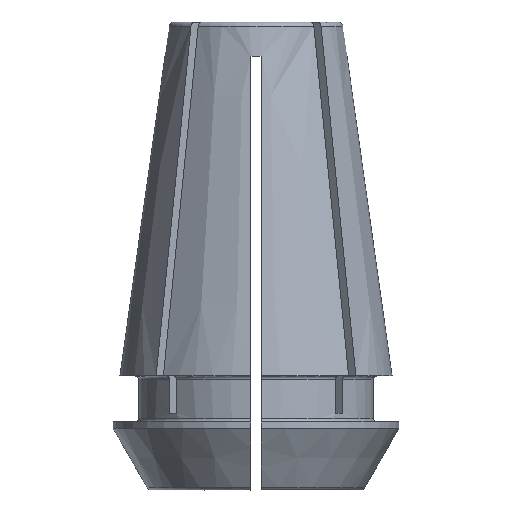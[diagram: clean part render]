
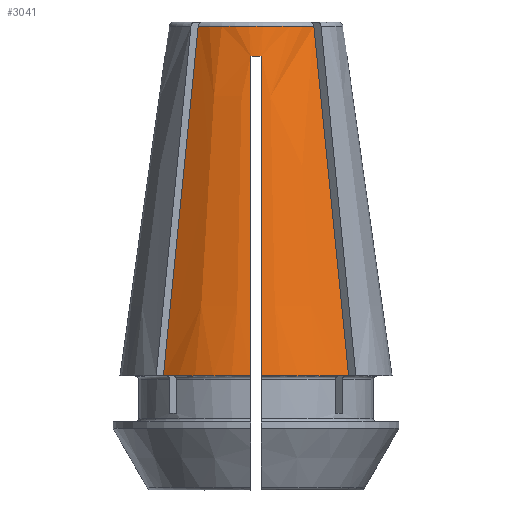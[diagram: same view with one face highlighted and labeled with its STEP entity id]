
A CAD part, front view. The second image highlights one B-rep face of the part: STEP entity #3041.
In plain terms, the highlighted conical face has half-angle 8 degrees and reference radius 5.077 mm.
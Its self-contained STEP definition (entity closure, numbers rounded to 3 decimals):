
#21=CONICAL_SURFACE('',#3277,5.077,0.14);
#106=B_SPLINE_CURVE_WITH_KNOTS('',3,(#4794,#4795,#4796,#4797,#4798,#4799,
#4800),.UNSPECIFIED.,.F.,.F.,(4,3,4),(0.,0.014,
0.021),.UNSPECIFIED.);
#124=B_SPLINE_CURVE_WITH_KNOTS('',3,(#5009,#5010,#5011,#5012,#5013,#5014,
#5015),.UNSPECIFIED.,.F.,.F.,(4,3,4),(0.,0.014,
0.021),.UNSPECIFIED.);
#125=B_SPLINE_CURVE_WITH_KNOTS('',3,(#5018,#5019,#5020,#5021,#5022,#5023,
#5024,#5025,#5026,#5027),.UNSPECIFIED.,.F.,.F.,(4,3,3,4),(0.008,
0.01,0.019,0.027),
 .UNSPECIFIED.);
#126=B_SPLINE_CURVE_WITH_KNOTS('',3,(#5028,#5029,#5030,#5031,#5032,#5033,
#5034,#5035,#5036,#5037),.UNSPECIFIED.,.F.,.F.,(4,3,3,4),(0.008,
0.01,0.019,0.027),
 .UNSPECIFIED.);
#253=CIRCLE('',#3213,5.358);
#289=CIRCLE('',#3275,5.113);
#291=CIRCLE('',#3278,8.);
#292=CIRCLE('',#3279,8.);
#660=ORIENTED_EDGE('',*,*,#1605,.T.);
#661=ORIENTED_EDGE('',*,*,#1606,.T.);
#662=ORIENTED_EDGE('',*,*,#1602,.F.);
#663=ORIENTED_EDGE('',*,*,#1535,.F.);
#664=ORIENTED_EDGE('',*,*,#1607,.T.);
#665=ORIENTED_EDGE('',*,*,#1608,.F.);
#666=ORIENTED_EDGE('',*,*,#1490,.F.);
#667=ORIENTED_EDGE('',*,*,#1609,.T.);
#1490=EDGE_CURVE('',#1975,#1976,#253,.T.);
#1535=EDGE_CURVE('',#2017,#2018,#106,.T.);
#1602=EDGE_CURVE('',#2018,#2067,#289,.T.);
#1605=EDGE_CURVE('',#2069,#2070,#291,.T.);
#1606=EDGE_CURVE('',#2070,#2067,#124,.T.);
#1607=EDGE_CURVE('',#2017,#2071,#292,.T.);
#1608=EDGE_CURVE('',#1976,#2071,#125,.T.);
#1609=EDGE_CURVE('',#1975,#2069,#126,.T.);
#1975=VERTEX_POINT('',#4662);
#1976=VERTEX_POINT('',#4664);
#2017=VERTEX_POINT('',#4793);
#2018=VERTEX_POINT('',#4801);
#2067=VERTEX_POINT('',#4998);
#2069=VERTEX_POINT('',#5007);
#2070=VERTEX_POINT('',#5008);
#2071=VERTEX_POINT('',#5017);
#2649=EDGE_LOOP('',(#660,#661,#662,#663,#664,#665,#666,#667));
#2813=FACE_BOUND('',#2649,.T.);
#3041=ADVANCED_FACE('',(#2813),#21,.T.);
#3213=AXIS2_PLACEMENT_3D('',#4663,#3653,#3654);
#3275=AXIS2_PLACEMENT_3D('',#4997,#3825,#3826);
#3277=AXIS2_PLACEMENT_3D('',#5005,#3829,#3830);
#3278=AXIS2_PLACEMENT_3D('',#5006,#3831,#3832);
#3279=AXIS2_PLACEMENT_3D('',#5016,#3833,#3834);
#3653=DIRECTION('',(0.,0.,-1.));
#3654=DIRECTION('',(-1.,0.,0.));
#3825=DIRECTION('',(0.,0.,1.));
#3826=DIRECTION('',(1.,0.,0.));
#3829=DIRECTION('',(0.,0.,-1.));
#3830=DIRECTION('',(-1.,0.,0.));
#3831=DIRECTION('',(0.,0.,1.));
#3832=DIRECTION('',(1.,0.,0.));
#3833=DIRECTION('',(0.,0.,1.));
#3834=DIRECTION('',(1.,0.,0.));
#4662=CARTESIAN_POINT('',(0.3,-5.349,25.7));
#4663=CARTESIAN_POINT('',(0.,0.,25.7));
#4664=CARTESIAN_POINT('',(-0.3,-5.349,25.7));
#4793=CARTESIAN_POINT('',(-5.441,-5.865,6.9));
#4794=CARTESIAN_POINT('',(-5.441,-5.865,6.9));
#4795=CARTESIAN_POINT('',(-4.98,-5.404,11.536));
#4796=CARTESIAN_POINT('',(-4.519,-4.943,16.172));
#4797=CARTESIAN_POINT('',(-4.057,-4.482,20.808));
#4798=CARTESIAN_POINT('',(-3.837,-4.262,23.019));
#4799=CARTESIAN_POINT('',(-3.617,-4.041,25.231));
#4800=CARTESIAN_POINT('',(-3.397,-3.821,27.442));
#4801=CARTESIAN_POINT('',(-3.397,-3.821,27.442));
#4997=CARTESIAN_POINT('',(0.,0.,27.442));
#4998=CARTESIAN_POINT('',(3.397,-3.821,27.442));
#5005=CARTESIAN_POINT('',(0.,0.,27.7));
#5006=CARTESIAN_POINT('',(0.,0.,6.9));
#5007=CARTESIAN_POINT('',(0.3,-7.994,6.9));
#5008=CARTESIAN_POINT('',(5.441,-5.865,6.9));
#5009=CARTESIAN_POINT('',(5.441,-5.865,6.9));
#5010=CARTESIAN_POINT('',(4.98,-5.404,11.536));
#5011=CARTESIAN_POINT('',(4.519,-4.943,16.172));
#5012=CARTESIAN_POINT('',(4.057,-4.482,20.808));
#5013=CARTESIAN_POINT('',(3.837,-4.262,23.019));
#5014=CARTESIAN_POINT('',(3.617,-4.041,25.231));
#5015=CARTESIAN_POINT('',(3.397,-3.821,27.442));
#5016=CARTESIAN_POINT('',(0.,0.,6.9));
#5017=CARTESIAN_POINT('',(-0.3,-7.994,6.9));
#5018=CARTESIAN_POINT('',(-0.3,-5.349,25.7));
#5019=CARTESIAN_POINT('',(-0.3,-5.41,25.271));
#5020=CARTESIAN_POINT('',(-0.3,-5.47,24.843));
#5021=CARTESIAN_POINT('',(-0.3,-5.53,24.414));
#5022=CARTESIAN_POINT('',(-0.3,-5.982,21.204));
#5023=CARTESIAN_POINT('',(-0.3,-6.434,17.995));
#5024=CARTESIAN_POINT('',(-0.3,-6.885,14.785));
#5025=CARTESIAN_POINT('',(-0.3,-7.255,12.157));
#5026=CARTESIAN_POINT('',(-0.3,-7.625,9.528));
#5027=CARTESIAN_POINT('',(-0.3,-7.994,6.9));
#5028=CARTESIAN_POINT('',(0.3,-5.349,25.7));
#5029=CARTESIAN_POINT('',(0.3,-5.41,25.271));
#5030=CARTESIAN_POINT('',(0.3,-5.47,24.843));
#5031=CARTESIAN_POINT('',(0.3,-5.53,24.414));
#5032=CARTESIAN_POINT('',(0.3,-5.982,21.204));
#5033=CARTESIAN_POINT('',(0.3,-6.434,17.995));
#5034=CARTESIAN_POINT('',(0.3,-6.885,14.785));
#5035=CARTESIAN_POINT('',(0.3,-7.255,12.157));
#5036=CARTESIAN_POINT('',(0.3,-7.625,9.528));
#5037=CARTESIAN_POINT('',(0.3,-7.994,6.9));
